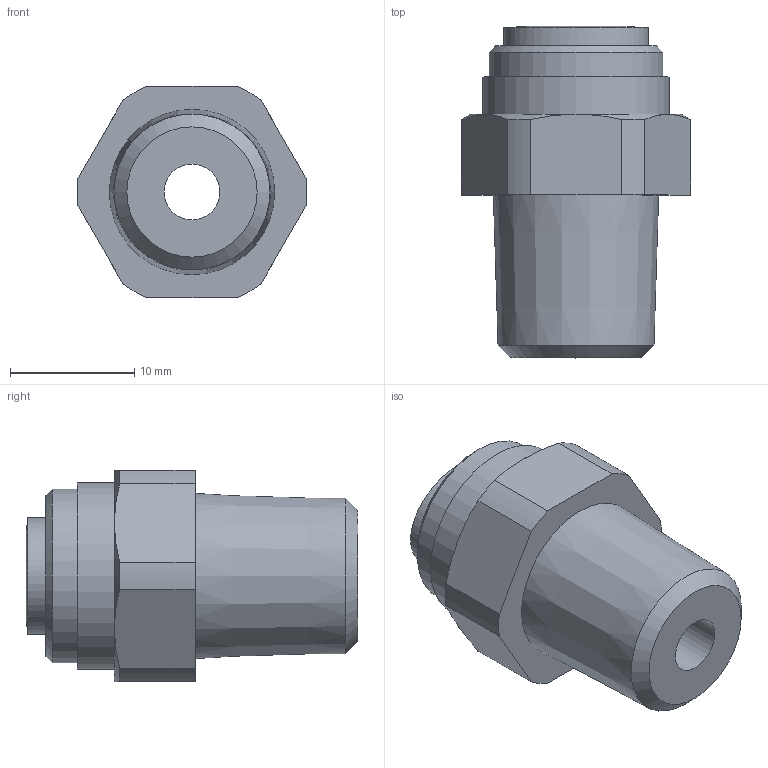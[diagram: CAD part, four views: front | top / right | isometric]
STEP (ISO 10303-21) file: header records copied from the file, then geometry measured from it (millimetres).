
FILE_DESCRIPTION((''),'2;1');
FILE_NAME('Fluidfit Products 3D Ass''HPC 06R02.stp','2011-07-05T14:25:29',('Microsoft'),(''),'Autodesk Inventor 2008','Autodesk Inventor 2008','');
FILE_SCHEMA(('AUTOMOTIVE_DESIGN { 1 0 10303 214 1 1 1 1 }'));
Length unit declared in the file: millimetre
Products named in the file (1): HPC 06R02
Bounding box: 18.49 x 26.7 x 17 mm (x, y, z)
Volume: 3710.8 mm3; surface area: 2050.3 mm2
Topology: 1 solids, 1 shells, 34 faces, 73 edges, 45 vertices
Faces by surface type: plane 12, cylinder 10, cone 9, bspline 2, torus 1
Full cylindrical faces by diameter (mm): 4.5 x1, 6 x1, 14 x1, 15 x1
Entity records: 1033 total; most frequent: CARTESIAN_POINT 315, DIRECTION 150, ORIENTED_EDGE 128, AXIS2_PLACEMENT_3D 66, EDGE_CURVE 64, EDGE_LOOP 49, VERTEX_POINT 45, FACE_OUTER_BOUND 34
